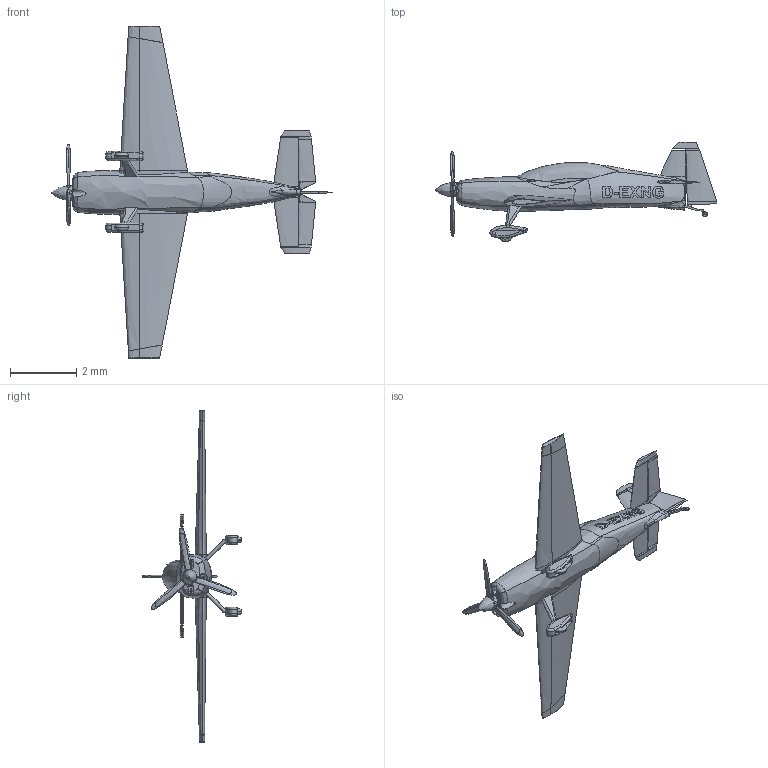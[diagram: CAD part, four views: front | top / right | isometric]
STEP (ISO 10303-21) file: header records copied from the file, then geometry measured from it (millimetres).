
FILE_DESCRIPTION(('FreeCAD Model'),'2;1');
FILE_NAME('Open CASCADE Shape Model','2025-04-27T14:25:04',('FreeCAD'),( 'FreeCAD'),'Open CASCADE STEP processor 7.6','FreeCAD','Unknown');
FILE_SCHEMA(('AUTOMOTIVE_DESIGN { 1 0 10303 214 1 1 1 1 }'));
Products named in the file (1): Open CASCADE STEP translator 7.6 1
Bounding box: 8.48 x 3 x 10.01 mm (x, y, z)
Volume: 9.4 mm3; surface area: 77.8 mm2
Topology: 12 solids, 13 shells, 589 faces, 1544 edges, 998 vertices
Faces by surface type: bspline 589
Entity records: 42748 total; most frequent: CARTESIAN_POINT 33332, ORIENTED_EDGE 3086, EDGE_CURVE 1544, B_SPLINE_CURVE_WITH_KNOTS 1409, VERTEX_POINT 998, FACE_BOUND 613, EDGE_LOOP 613, ADVANCED_FACE 589
